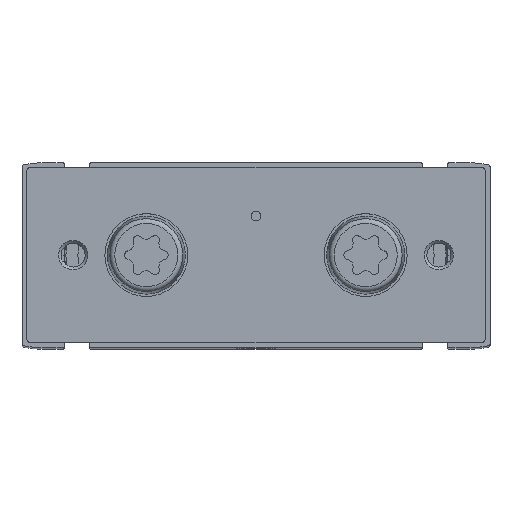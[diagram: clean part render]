
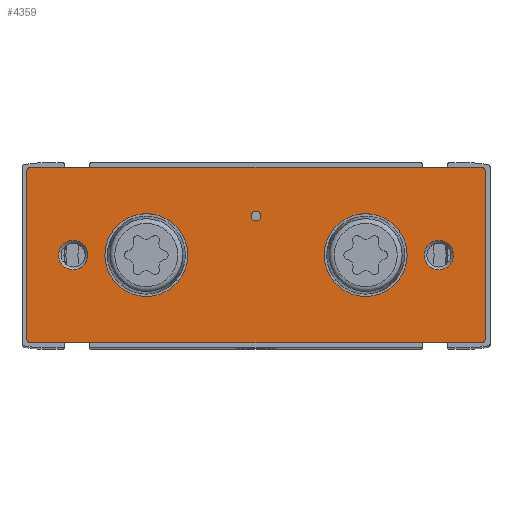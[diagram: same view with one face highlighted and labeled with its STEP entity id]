
A CAD part, top view. The second image highlights one B-rep face of the part: STEP entity #4359.
In plain terms, the highlighted planar face has unit normal (0, 0, 1).
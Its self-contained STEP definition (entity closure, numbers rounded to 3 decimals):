
#414=LINE('',#8142,#638);
#419=LINE('',#8156,#643);
#423=LINE('',#8172,#647);
#427=LINE('',#8184,#651);
#638=VECTOR('',#6725,1000.);
#643=VECTOR('',#6738,1000.);
#647=VECTOR('',#6754,1000.);
#651=VECTOR('',#6766,1000.);
#1424=ORIENTED_EDGE('',*,*,#2215,.T.);
#1425=ORIENTED_EDGE('',*,*,#2216,.T.);
#1426=ORIENTED_EDGE('',*,*,#2217,.T.);
#1427=ORIENTED_EDGE('',*,*,#2218,.T.);
#1428=ORIENTED_EDGE('',*,*,#2219,.T.);
#1429=ORIENTED_EDGE('',*,*,#2191,.T.);
#1430=ORIENTED_EDGE('',*,*,#2195,.T.);
#1431=ORIENTED_EDGE('',*,*,#2198,.T.);
#1432=ORIENTED_EDGE('',*,*,#2201,.T.);
#1433=ORIENTED_EDGE('',*,*,#2206,.T.);
#1434=ORIENTED_EDGE('',*,*,#2209,.T.);
#1435=ORIENTED_EDGE('',*,*,#2212,.T.);
#1436=ORIENTED_EDGE('',*,*,#2214,.T.);
#2191=EDGE_CURVE('',#2676,#2675,#414,.T.);
#2195=EDGE_CURVE('',#2675,#2678,#3021,.T.);
#2198=EDGE_CURVE('',#2678,#2680,#419,.T.);
#2201=EDGE_CURVE('',#2680,#2682,#3023,.T.);
#2206=EDGE_CURVE('',#2682,#2686,#423,.T.);
#2209=EDGE_CURVE('',#2686,#2688,#3027,.T.);
#2212=EDGE_CURVE('',#2688,#2690,#427,.T.);
#2214=EDGE_CURVE('',#2690,#2676,#3029,.T.);
#2215=EDGE_CURVE('',#2691,#2691,#3030,.T.);
#2216=EDGE_CURVE('',#2692,#2692,#3031,.T.);
#2217=EDGE_CURVE('',#2693,#2693,#3032,.T.);
#2218=EDGE_CURVE('',#2694,#2694,#3033,.T.);
#2219=EDGE_CURVE('',#2695,#2695,#3034,.T.);
#2675=VERTEX_POINT('',#8141);
#2676=VERTEX_POINT('',#8143);
#2678=VERTEX_POINT('',#8149);
#2680=VERTEX_POINT('',#8155);
#2682=VERTEX_POINT('',#8161);
#2686=VERTEX_POINT('',#8171);
#2688=VERTEX_POINT('',#8177);
#2690=VERTEX_POINT('',#8183);
#2691=VERTEX_POINT('',#8190);
#2692=VERTEX_POINT('',#8192);
#2693=VERTEX_POINT('',#8194);
#2694=VERTEX_POINT('',#8196);
#2695=VERTEX_POINT('',#8198);
#3021=CIRCLE('',#5586,0.75);
#3023=CIRCLE('',#5590,0.75);
#3027=CIRCLE('',#5596,0.75);
#3029=CIRCLE('',#5600,0.75);
#3030=CIRCLE('',#5602,8.5);
#3031=CIRCLE('',#5603,8.5);
#3032=CIRCLE('',#5604,1.);
#3033=CIRCLE('',#5605,3.);
#3034=CIRCLE('',#5606,3.);
#3405=EDGE_LOOP('',(#1424));
#3406=EDGE_LOOP('',(#1425));
#3407=EDGE_LOOP('',(#1426));
#3408=EDGE_LOOP('',(#1427));
#3409=EDGE_LOOP('',(#1428));
#3410=EDGE_LOOP('',(#1429,#1430,#1431,#1432,#1433,#1434,#1435,#1436));
#3873=FACE_BOUND('',#3405,.T.);
#3874=FACE_BOUND('',#3406,.T.);
#3875=FACE_BOUND('',#3407,.T.);
#3876=FACE_BOUND('',#3408,.T.);
#3877=FACE_BOUND('',#3409,.T.);
#3878=FACE_BOUND('',#3410,.T.);
#4129=PLANE('',#5601);
#4359=ADVANCED_FACE('',(#3873,#3874,#3875,#3876,#3877,#3878),#4129,.T.);
#5586=AXIS2_PLACEMENT_3D('',#8150,#6732,#6733);
#5590=AXIS2_PLACEMENT_3D('',#8162,#6744,#6745);
#5596=AXIS2_PLACEMENT_3D('',#8178,#6760,#6761);
#5600=AXIS2_PLACEMENT_3D('',#8187,#6771,#6772);
#5601=AXIS2_PLACEMENT_3D('',#8188,#6773,#6774);
#5602=AXIS2_PLACEMENT_3D('',#8189,#6775,#6776);
#5603=AXIS2_PLACEMENT_3D('',#8191,#6777,#6778);
#5604=AXIS2_PLACEMENT_3D('',#8193,#6779,#6780);
#5605=AXIS2_PLACEMENT_3D('',#8195,#6781,#6782);
#5606=AXIS2_PLACEMENT_3D('',#8197,#6783,#6784);
#6725=DIRECTION('',(0.,-1.,0.));
#6732=DIRECTION('',(0.,0.,1.));
#6733=DIRECTION('',(1.,0.,0.));
#6738=DIRECTION('',(1.,0.,0.));
#6744=DIRECTION('',(0.,0.,1.));
#6745=DIRECTION('',(1.,0.,0.));
#6754=DIRECTION('',(0.,1.,0.));
#6760=DIRECTION('',(0.,0.,1.));
#6761=DIRECTION('',(1.,0.,0.));
#6766=DIRECTION('',(-1.,0.,0.));
#6771=DIRECTION('',(0.,0.,1.));
#6772=DIRECTION('',(1.,0.,0.));
#6773=DIRECTION('',(0.,0.,1.));
#6774=DIRECTION('',(1.,0.,0.));
#6775=DIRECTION('',(0.,0.,-1.));
#6776=DIRECTION('',(-1.,0.,0.));
#6777=DIRECTION('',(0.,0.,-1.));
#6778=DIRECTION('',(-1.,0.,0.));
#6779=DIRECTION('',(0.,0.,-1.));
#6780=DIRECTION('',(-1.,0.,0.));
#6781=DIRECTION('',(0.,0.,-1.));
#6782=DIRECTION('',(-1.,0.,0.));
#6783=DIRECTION('',(0.,0.,-1.));
#6784=DIRECTION('',(-1.,0.,0.));
#8141=CARTESIAN_POINT('',(-18.,-46.25,16.));
#8142=CARTESIAN_POINT('',(-18.,46.25,16.));
#8143=CARTESIAN_POINT('',(-18.,46.25,16.));
#8149=CARTESIAN_POINT('',(-17.25,-47.,16.));
#8150=CARTESIAN_POINT('',(-17.25,-46.25,16.));
#8155=CARTESIAN_POINT('',(17.25,-47.,16.));
#8156=CARTESIAN_POINT('',(-17.25,-47.,16.));
#8161=CARTESIAN_POINT('',(18.,-46.25,16.));
#8162=CARTESIAN_POINT('',(17.25,-46.25,16.));
#8171=CARTESIAN_POINT('',(18.,46.25,16.));
#8172=CARTESIAN_POINT('',(18.,-46.25,16.));
#8177=CARTESIAN_POINT('',(17.25,47.,16.));
#8178=CARTESIAN_POINT('',(17.25,46.25,16.));
#8183=CARTESIAN_POINT('',(-17.25,47.,16.));
#8184=CARTESIAN_POINT('',(17.25,47.,16.));
#8187=CARTESIAN_POINT('',(-17.25,46.25,16.));
#8188=CARTESIAN_POINT('',(-17.25,-46.25,16.));
#8189=CARTESIAN_POINT('',(0.,-22.5,16.));
#8190=CARTESIAN_POINT('',(-8.5,-22.5,16.));
#8191=CARTESIAN_POINT('',(0.,22.5,16.));
#8192=CARTESIAN_POINT('',(-8.5,22.5,16.));
#8193=CARTESIAN_POINT('',(8.,0.,16.));
#8194=CARTESIAN_POINT('',(7.,0.,16.));
#8195=CARTESIAN_POINT('',(0.,-37.5,16.));
#8196=CARTESIAN_POINT('',(-3.,-37.5,16.));
#8197=CARTESIAN_POINT('',(0.,37.5,16.));
#8198=CARTESIAN_POINT('',(-3.,37.5,16.));
